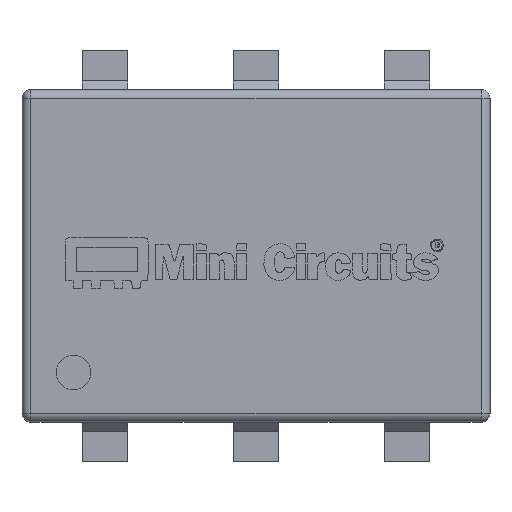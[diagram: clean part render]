
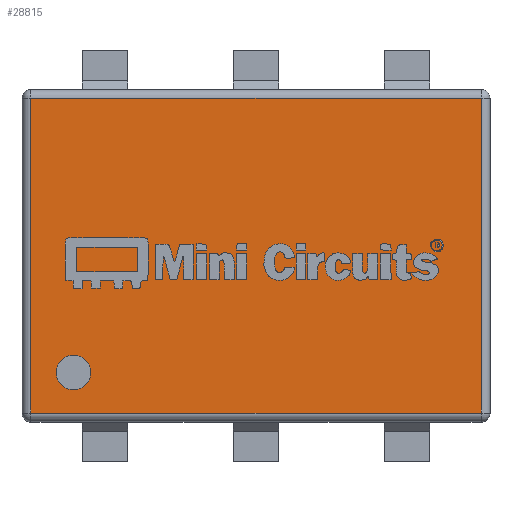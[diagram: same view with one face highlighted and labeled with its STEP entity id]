
A CAD part, top view. The second image highlights one B-rep face of the part: STEP entity #28815.
In plain terms, the highlighted planar face has unit normal (0, 0, 1).
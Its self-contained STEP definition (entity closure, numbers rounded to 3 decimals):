
#332 = EDGE_CURVE ( 'NONE', #25526, #25047, #11766, .T. ) ;
#2068 = ORIENTED_EDGE ( 'NONE', *, *, #7074, .T. ) ;
#3890 = EDGE_CURVE ( 'NONE', #16830, #12742, #23457, .T. ) ;
#4529 = CARTESIAN_POINT ( 'NONE',  ( -3.361, -1.965, 2.84 ) ) ;
#6225 = PLANE ( 'NONE',  #6954 ) ;
#6315 = CARTESIAN_POINT ( 'NONE',  ( 3.785, 2.645, 2.84 ) ) ;
#6426 = EDGE_LOOP ( 'NONE', ( #2068, #23780, #10540, #30229 ) ) ;
#6529 = DIRECTION ( 'NONE',  ( 1., 0., 0. ) ) ;
#6674 = VECTOR ( 'NONE', #6529, 1000. ) ;
#6954 = AXIS2_PLACEMENT_3D ( 'NONE', #30668, #14110, #20809 ) ;
#7074 = EDGE_CURVE ( 'NONE', #21060, #16830, #24281, .T. ) ;
#7749 = AXIS2_PLACEMENT_3D ( 'NONE', #15348, #13148, #24868 ) ;
#9852 = EDGE_CURVE ( 'NONE', #30936, #21060, #24300, .T. ) ;
#10440 = CARTESIAN_POINT ( 'NONE',  ( -2.78, -1.965, 2.84 ) ) ;
#10529 = CARTESIAN_POINT ( 'NONE',  ( -3.785, -2.645, 2.84 ) ) ;
#10540 = ORIENTED_EDGE ( 'NONE', *, *, #18022, .T. ) ;
#11766 = CIRCLE ( 'NONE', #7749, 0.291 ) ;
#12401 = DIRECTION ( 'NONE',  ( 0., -1., 0. ) ) ;
#12742 = VERTEX_POINT ( 'NONE', #16725 ) ;
#13148 = DIRECTION ( 'NONE',  ( 0., 0., 1. ) ) ;
#13672 = CARTESIAN_POINT ( 'NONE',  ( 3.785, 0., 2.84 ) ) ;
#14110 = DIRECTION ( 'NONE',  ( 0., 0., -1. ) ) ;
#15348 = CARTESIAN_POINT ( 'NONE',  ( -3.07, -1.965, 2.84 ) ) ;
#15954 = VECTOR ( 'NONE', #28072, 1000. ) ;
#16725 = CARTESIAN_POINT ( 'NONE',  ( 3.785, -2.645, 2.84 ) ) ;
#16830 = VERTEX_POINT ( 'NONE', #10529 ) ;
#18022 = EDGE_CURVE ( 'NONE', #12742, #30936, #25082, .T. ) ;
#18055 = VECTOR ( 'NONE', #12401, 1000. ) ;
#18179 = FACE_BOUND ( 'NONE', #25586, .T. ) ;
#18299 = ORIENTED_EDGE ( 'NONE', *, *, #25632, .F. ) ;
#20185 = CIRCLE ( 'NONE', #28194, 0.291 ) ;
#20288 = CARTESIAN_POINT ( 'NONE',  ( -3.07, -1.965, 2.84 ) ) ;
#20375 = ORIENTED_EDGE ( 'NONE', *, *, #332, .F. ) ;
#20793 = CARTESIAN_POINT ( 'NONE',  ( 0., -2.645, 2.84 ) ) ;
#20809 = DIRECTION ( 'NONE',  ( -1., 0., 0. ) ) ;
#21060 = VERTEX_POINT ( 'NONE', #23827 ) ;
#22263 = CARTESIAN_POINT ( 'NONE',  ( -3.785, 0., 2.84 ) ) ;
#23457 = LINE ( 'NONE', #20793, #6674 ) ;
#23780 = ORIENTED_EDGE ( 'NONE', *, *, #3890, .T. ) ;
#23827 = CARTESIAN_POINT ( 'NONE',  ( -3.785, 2.645, 2.84 ) ) ;
#24281 = LINE ( 'NONE', #22263, #18055 ) ;
#24300 = LINE ( 'NONE', #28722, #25854 ) ;
#24868 = DIRECTION ( 'NONE',  ( -1., 0., 0. ) ) ;
#25047 = VERTEX_POINT ( 'NONE', #4529 ) ;
#25082 = LINE ( 'NONE', #13672, #15954 ) ;
#25131 = DIRECTION ( 'NONE',  ( -1., 0., 0. ) ) ;
#25526 = VERTEX_POINT ( 'NONE', #10440 ) ;
#25586 = EDGE_LOOP ( 'NONE', ( #18299, #20375 ) ) ;
#25632 = EDGE_CURVE ( 'NONE', #25047, #25526, #20185, .T. ) ;
#25854 = VECTOR ( 'NONE', #28864, 1000. ) ;
#27707 = FACE_OUTER_BOUND ( 'NONE', #6426, .T. ) ;
#28072 = DIRECTION ( 'NONE',  ( 0., 1., 0. ) ) ;
#28194 = AXIS2_PLACEMENT_3D ( 'NONE', #20288, #29825, #25131 ) ;
#28722 = CARTESIAN_POINT ( 'NONE',  ( 0., 2.645, 2.84 ) ) ;
#28815 = ADVANCED_FACE ( 'NONE', ( #18179, #27707 ), #6225, .F. ) ;
#28864 = DIRECTION ( 'NONE',  ( -1., 0., 0. ) ) ;
#29825 = DIRECTION ( 'NONE',  ( 0., 0., 1. ) ) ;
#30229 = ORIENTED_EDGE ( 'NONE', *, *, #9852, .T. ) ;
#30668 = CARTESIAN_POINT ( 'NONE',  ( 0., 0., 2.84 ) ) ;
#30936 = VERTEX_POINT ( 'NONE', #6315 ) ;
